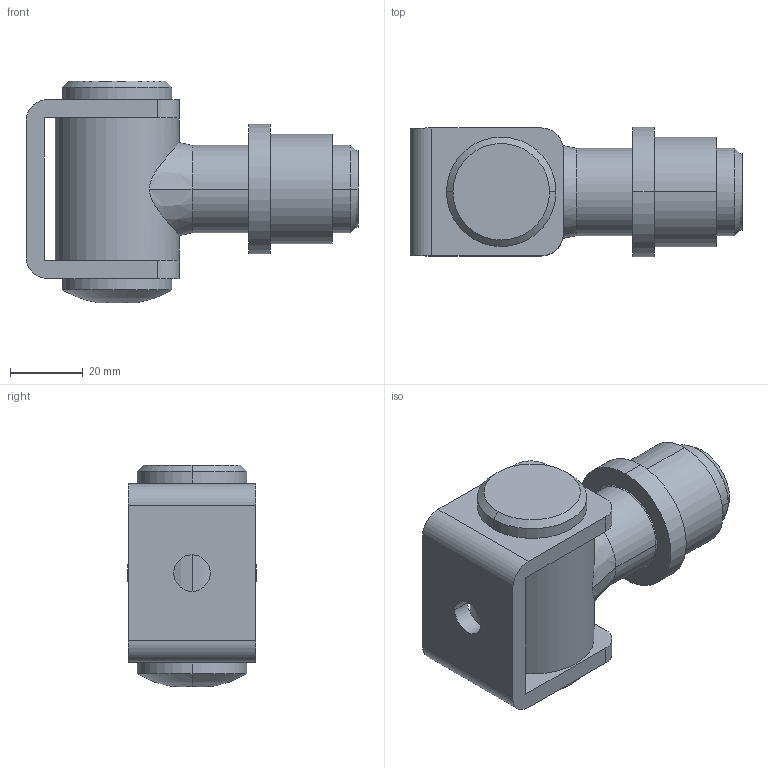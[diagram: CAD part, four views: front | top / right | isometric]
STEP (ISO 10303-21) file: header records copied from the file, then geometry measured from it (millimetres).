
FILE_DESCRIPTION((''),'2;1');
FILE_NAME('582','2022-02-03T15:32:06',('Gogel'),('Gerresheimer Regensburg GmbH'),'CREO PARAMETRIC BY PTC INC, 2018420','CREO PARAMETRIC BY PTC INC, 2018420','');
FILE_SCHEMA(('AUTOMOTIVE_DESIGN { 1 0 10303 214 1 1 1 1 }'));
Length unit declared in the file: millimetre
Products named in the file (1): 582
Bounding box: 91 x 35.5 x 60.84 mm (x, y, z)
Volume: 92354.3 mm3; surface area: 33187.6 mm2
Topology: 4 solids, 5 shells, 71 faces, 165 edges, 106 vertices
Faces by surface type: cylinder 32, plane 27, cone 10, sphere 2
Entity records: 2452 total; most frequent: CARTESIAN_POINT 433, DIRECTION 415, ORIENTED_EDGE 326, EDGE_CURVE 165, AXIS2_PLACEMENT_3D 164, VERTEX_POINT 106, EDGE_LOOP 85, VECTOR 84
